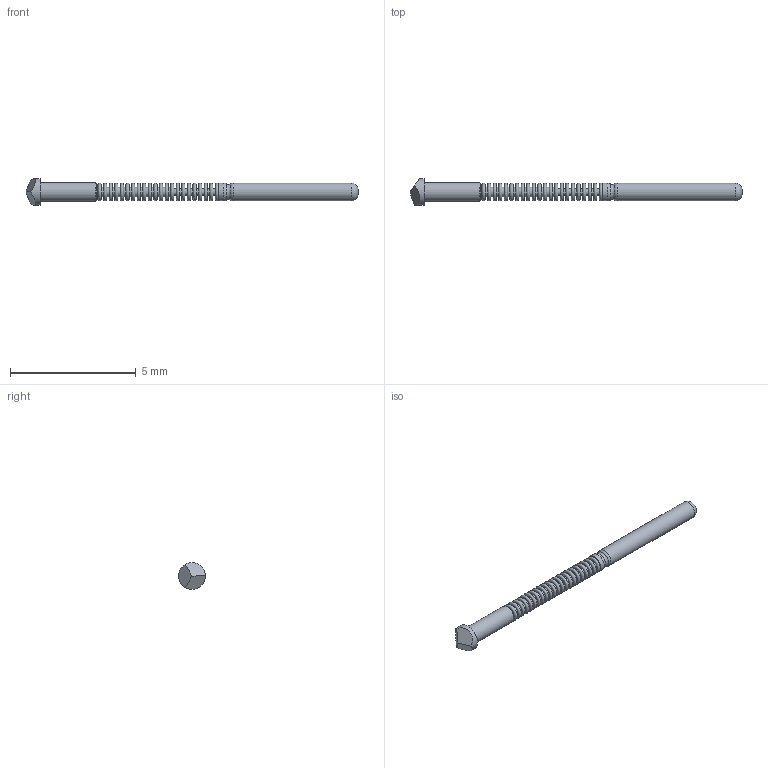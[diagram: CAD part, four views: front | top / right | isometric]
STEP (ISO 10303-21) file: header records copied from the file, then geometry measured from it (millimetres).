
FILE_DESCRIPTION (( 'STEP AP214' ), '1' );
FILE_NAME ('050-PLP0513S.STEP', '2017-11-28T16:25:14', ( '' ), ( '' ), 'SwSTEP 2.0', 'SolidWorks 2017', '' );
FILE_SCHEMA (( 'AUTOMOTIVE_DESIGN' ));
Length unit declared in the file: inch
Products named in the file (1): 050-PLP0513S
Bounding box: 13.21 x 1.07 x 1.07 mm (x, y, z)
Volume: 4.3 mm3; surface area: 42.3 mm2
Topology: 24 solids, 24 shells, 44 faces, 86 edges, 47 vertices
Faces by surface type: torus 29, plane 8, cylinder 6, cone 1
Full cylindrical faces by diameter (mm): 0.254 x1, 0.381 x1, 0.711 x2, 0.724 x1, 1.067 x1
Entity records: 1538 total; most frequent: DIRECTION 128, CARTESIAN_POINT 101, UNCERTAINTY_MEASURE_WITH_UNIT 70, LENGTH_MEASURE_WITH_UNIT 70, DIMENSIONAL_EXPONENTS 70, SURFACE_SIDE_STYLE 69, FILL_AREA_STYLE_COLOUR 69, PRESENTATION_LAYER_ASSIGNMENT 69
